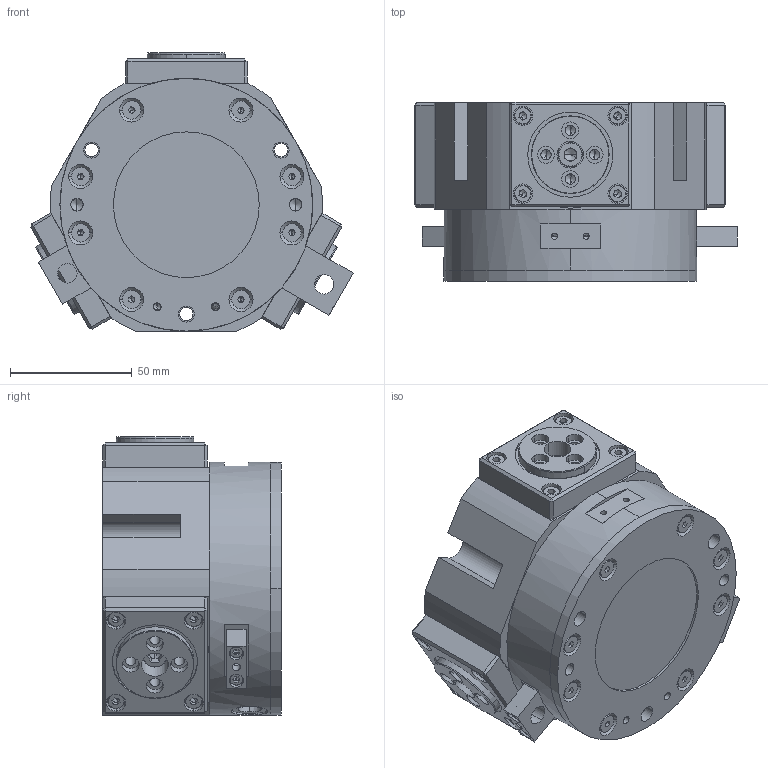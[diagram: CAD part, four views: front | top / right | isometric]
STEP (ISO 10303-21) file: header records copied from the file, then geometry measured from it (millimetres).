
FILE_DESCRIPTION (( 'STEP AP214' ), '1' );
FILE_NAME ('3PGS 100.STEP', '2012-03-06T02:01:21', ( 'xw4600' ), ( '' ), 'SwSTEP 2.0', 'SolidWorks 2010', '' );
FILE_SCHEMA (( 'AUTOMOTIVE_DESIGN' ));
Length unit declared in the file: millimetre
Products named in the file (15): DMT-3PGS100-01_Default; DMT-3PGS100-02_Default; DMT-3PGS100-03_Default; DMT-3PGS100-08_Default; DMT-3PGS100-09_Default; DMT-3PGS100-13_Default; DMT-3PGS100-06_Default; DMT-3PGS100-05_Default; DMT-3PGS100-P05_Default; Socket Head Cap Screw_ISO 4762 M6 x 16 --- 16N; Socket Head Cap Screw_ISO 4762 M3 x 12 --- 12N; countersunk head screw_ISO 10642 - M4 x 16 --- 16N; countersunk head screw_ISO 10642 - M3 x 12 --- 12N; Socket Head Cap Screw_ISO 4762 M4 x 12 --- 12N; 3PGS 100
Assembly tree (56 placements, depth 2):
  3PGS 100
    DMT-3PGS100-13_Default  x3
    DMT-3PGS100-P05_Default  x3
    Socket Head Cap Screw_ISO 4762 M4 x 12 --- 12N  x12
    countersunk head screw_ISO 10642 - M4 x 16 --- 16N  x8
    DMT-3PGS100-06_Default  x3
    DMT-3PGS100-05_Default  x3
    Socket Head Cap Screw_ISO 4762 M3 x 12 --- 12N  x4
    countersunk head screw_ISO 10642 - M3 x 12 --- 12N  x12
    DMT-3PGS100-03_Default
    Socket Head Cap Screw_ISO 4762 M6 x 16 --- 16N  x3
    DMT-3PGS100-02_Default
    DMT-3PGS100-01_Default
    DMT-3PGS100-09_Default
    DMT-3PGS100-08_Default
Bounding box: 132.61 x 73.5 x 114.5 mm (x, y, z)
Volume: 503147.1 mm3; surface area: 177009.7 mm2
Topology: 56 solids, 56 shells, 2039 faces, 4706 edges, 2751 vertices
Faces by surface type: plane 886, cylinder 618, cone 397, torus 132, bspline 6
Entity records: 26783 total; most frequent: CARTESIAN_POINT 4922, DIRECTION 4519, ORIENTED_EDGE 3888, EDGE_CURVE 1944, AXIS2_PLACEMENT_3D 1746, VERTEX_POINT 1227, EDGE_LOOP 1033, LINE 1027
